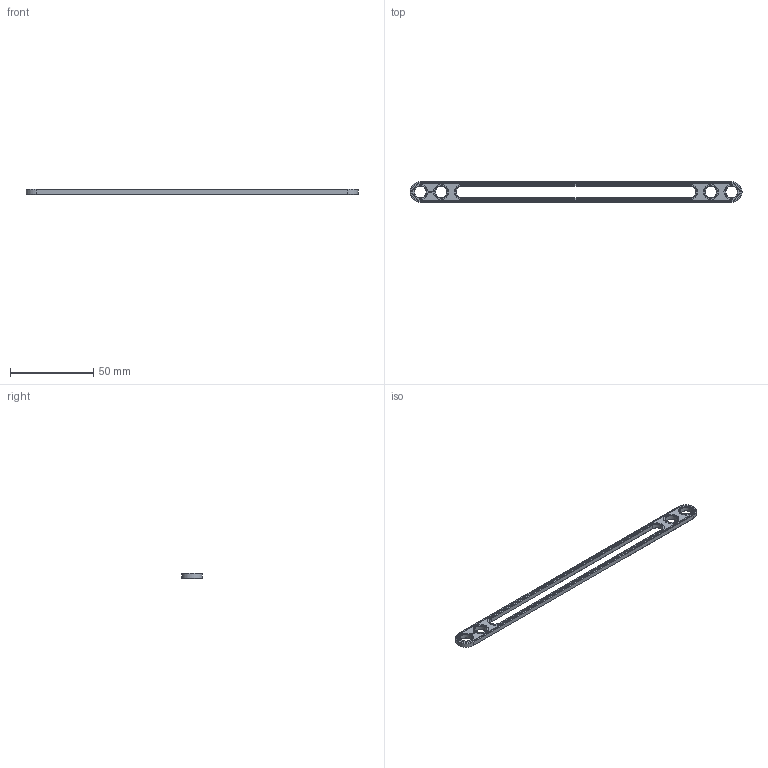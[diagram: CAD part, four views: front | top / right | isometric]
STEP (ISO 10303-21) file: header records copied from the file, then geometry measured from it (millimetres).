
FILE_DESCRIPTION(('FreeCAD Model'),'2;1');
FILE_NAME('Open CASCADE Shape Model','2021-03-08T23:42:56',( 'Paulo Kiefe'),('STEMFIE.org'),'Open CASCADE STEP processor 7.4', 'FreeCAD','Unknown');
FILE_SCHEMA(('AUTOMOTIVE_DESIGN { 1 0 10303 214 1 1 1 1 }'));
Length unit declared in the file: millimetre
Products named in the file (1): Brace_STR_SLT_CNT_ERR__BU16x01x00.25x12_-_SPN-BRC-0400_(stemfie.org)
Bounding box: 200 x 12.5 x 3.12 mm (x, y, z)
Volume: 3943 mm3; surface area: 5007.1 mm2
Topology: 1 solids, 1 shells, 552 faces, 1512 edges, 1003 vertices
Faces by surface type: plane 334, extrusion 186, cone 16, cylinder 16
Full cylindrical faces by diameter (mm): 7 x4, 9.2 x4
Entity records: 38481 total; most frequent: CARTESIAN_POINT 9622, DIRECTION 4569, VECTOR 3692, LINE 3506, ORIENTED_EDGE 3024, PCURVE 3024, DEFINITIONAL_REPRESENTATION 3024, EDGE_CURVE 1512
